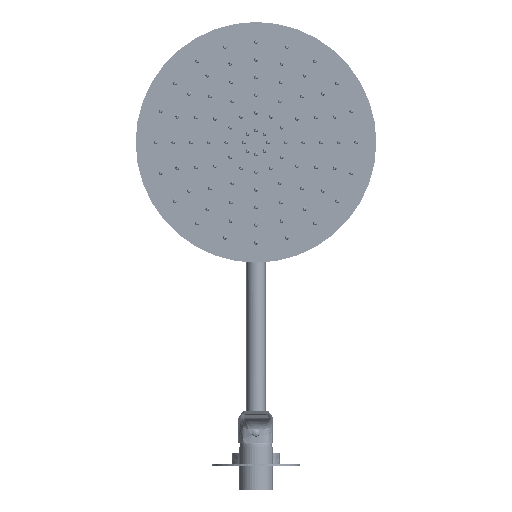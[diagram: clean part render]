
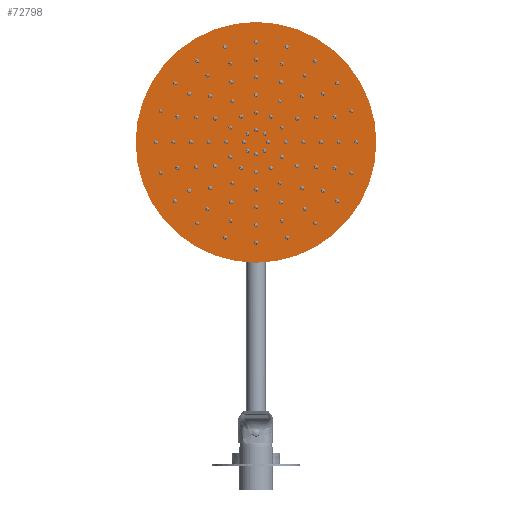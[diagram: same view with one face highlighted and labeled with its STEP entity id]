
A CAD part, front view. The second image highlights one B-rep face of the part: STEP entity #72798.
In plain terms, the highlighted planar face has unit normal (0, -1, 0).
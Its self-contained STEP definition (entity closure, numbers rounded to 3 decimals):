
#8633 = DIRECTION ( 'NONE',  ( 0., 0., 1. ) ) ;
#17153 = AXIS2_PLACEMENT_3D ( 'NONE', #71308, #51123, #92140 ) ;
#21556 = ORIENTED_EDGE ( 'NONE', *, *, #35428, .T. ) ;
#29844 = DIRECTION ( 'NONE',  ( 0., 1., 0. ) ) ;
#34357 = CIRCLE ( 'NONE', #17153, 150. ) ;
#35140 = EDGE_CURVE ( 'NONE', #68073, #79940, #34357, .T. ) ;
#35428 = EDGE_CURVE ( 'NONE', #79940, #68073, #45057, .T. ) ;
#45057 = CIRCLE ( 'NONE', #124437, 150. ) ;
#49311 = PLANE ( 'NONE',  #121926 ) ;
#51123 = DIRECTION ( 'NONE',  ( 0., -1., 0. ) ) ;
#51649 = DIRECTION ( 'NONE',  ( 0., -1., 0. ) ) ;
#54600 = CARTESIAN_POINT ( 'NONE',  ( 0., 599.763, 302.719 ) ) ;
#68073 = VERTEX_POINT ( 'NONE', #54600 ) ;
#69834 = CARTESIAN_POINT ( 'NONE',  ( 0., 599.763, 452.719 ) ) ;
#70175 = FACE_OUTER_BOUND ( 'NONE', #120394, .T. ) ;
#70747 = CARTESIAN_POINT ( 'NONE',  ( 0., 599.763, 602.719 ) ) ;
#71308 = CARTESIAN_POINT ( 'NONE',  ( 0., 599.763, 452.719 ) ) ;
#72798 = ADVANCED_FACE ( 'NONE', ( #70175 ), #49311, .F. ) ;
#79940 = VERTEX_POINT ( 'NONE', #70747 ) ;
#92140 = DIRECTION ( 'NONE',  ( 0., 0., 1. ) ) ;
#101101 = CARTESIAN_POINT ( 'NONE',  ( 0., 599.763, 452.719 ) ) ;
#111190 = DIRECTION ( 'NONE',  ( 0., 0., -1. ) ) ;
#120394 = EDGE_LOOP ( 'NONE', ( #21556, #125355 ) ) ;
#121926 = AXIS2_PLACEMENT_3D ( 'NONE', #101101, #29844, #111190 ) ;
#124437 = AXIS2_PLACEMENT_3D ( 'NONE', #69834, #51649, #8633 ) ;
#125355 = ORIENTED_EDGE ( 'NONE', *, *, #35140, .T. ) ;
